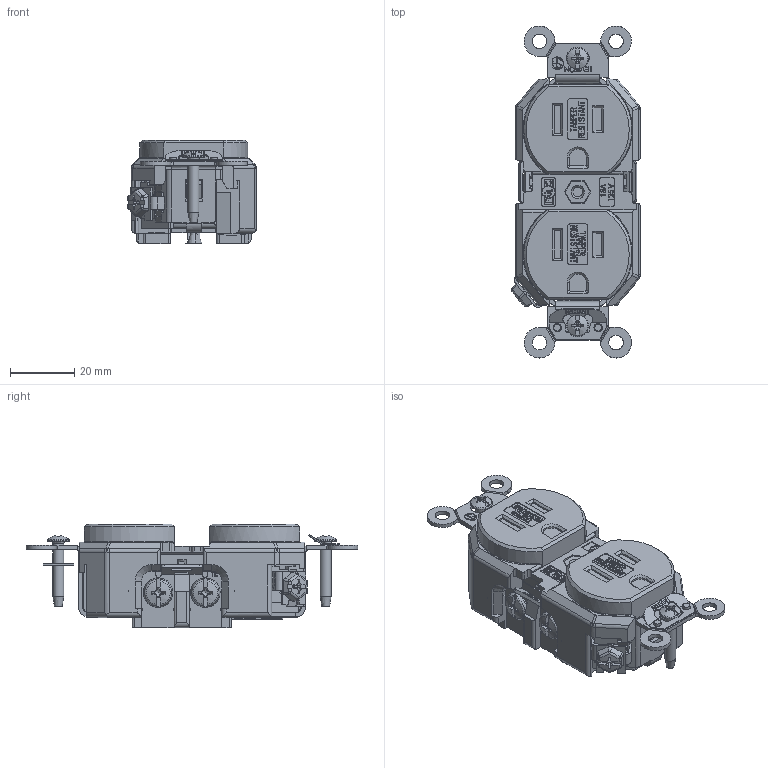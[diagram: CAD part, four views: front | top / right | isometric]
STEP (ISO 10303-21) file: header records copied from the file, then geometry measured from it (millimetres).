
FILE_DESCRIPTION (( 'STEP AP214' ), '1' );
FILE_NAME ('CATSTD-05262-SGX-M01.STEP', '2022-03-18T13:31:09', ( '' ), ( '' ), 'SwSTEP 2.0', 'SolidWorks 2020', '' );
FILE_SCHEMA (( 'AUTOMOTIVE_DESIGN' ));
Length unit declared in the file: inch
Products named in the file (1): CATSTD-05262-SGX-M01
Bounding box: 39.98 x 103.17 x 32.21 mm (x, y, z)
Volume: 61420.6 mm3; surface area: 25509.5 mm2
Topology: 4 solids, 8 shells, 3724 faces, 10402 edges, 6818 vertices
Faces by surface type: plane 3040, cylinder 428, bspline 142, cone 90, torus 16, sphere 8
Full cylindrical faces by diameter (mm): 2.184 x2, 2.362 x2, 3.097 x1, 3.099 x1, 3.191 x1, 3.404 x3, 3.556 x2, 3.734 x1, 3.962 x2, 4.166 x1, 4.521 x4, 4.803 x4, 5.131 x2, 5.385 x2, 6.858 x2
Entity records: 174707 total; most frequent: CARTESIAN_POINT 34438, ORIENTED_EDGE 20546, DIRECTION 17430, EDGE_CURVE 10273, VECTOR 8364, LINE 8364, VERTEX_POINT 6764, AXIS2_PLACEMENT_3D 4533
